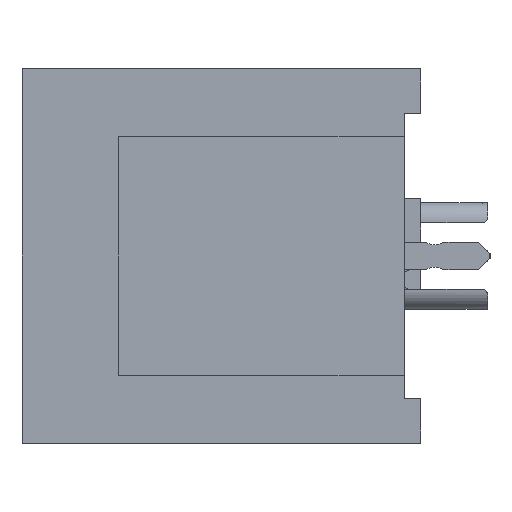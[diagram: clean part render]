
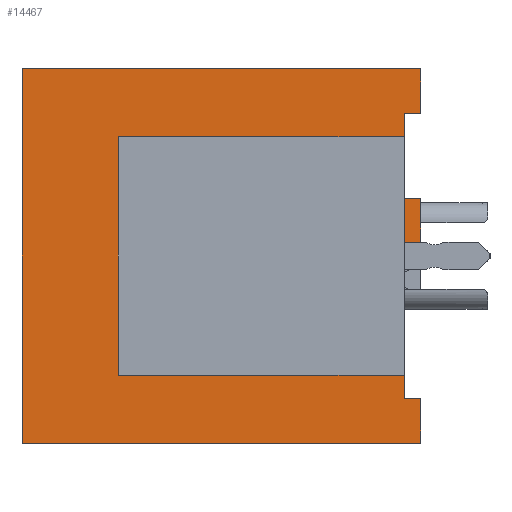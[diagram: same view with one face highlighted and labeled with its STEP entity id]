
A CAD part, left-side view. The second image highlights one B-rep face of the part: STEP entity #14467.
In plain terms, the highlighted planar face has unit normal (-1, 0, 0).
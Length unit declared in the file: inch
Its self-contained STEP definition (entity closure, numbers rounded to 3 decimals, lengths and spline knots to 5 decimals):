
#1952=ORIENTED_EDGE('',*,*,#4694,.F.);
#1953=ORIENTED_EDGE('',*,*,#5779,.T.);
#1954=ORIENTED_EDGE('',*,*,#5780,.T.);
#1955=ORIENTED_EDGE('',*,*,#5781,.F.);
#1956=ORIENTED_EDGE('',*,*,#4702,.T.);
#1957=ORIENTED_EDGE('',*,*,#5782,.F.);
#1958=ORIENTED_EDGE('',*,*,#5783,.T.);
#1959=ORIENTED_EDGE('',*,*,#5784,.F.);
#1960=ORIENTED_EDGE('',*,*,#4776,.F.);
#1961=ORIENTED_EDGE('',*,*,#5785,.F.);
#1962=ORIENTED_EDGE('',*,*,#5786,.F.);
#1963=ORIENTED_EDGE('',*,*,#4916,.F.);
#1964=ORIENTED_EDGE('',*,*,#5086,.T.);
#1965=ORIENTED_EDGE('',*,*,#5761,.T.);
#1966=ORIENTED_EDGE('',*,*,#5787,.F.);
#1967=ORIENTED_EDGE('',*,*,#5788,.F.);
#1968=ORIENTED_EDGE('',*,*,#4780,.F.);
#1969=ORIENTED_EDGE('',*,*,#5789,.F.);
#1970=ORIENTED_EDGE('',*,*,#5790,.T.);
#1971=ORIENTED_EDGE('',*,*,#5791,.T.);
#4694=EDGE_CURVE('',#6845,#6847,#8270,.T.);
#4702=EDGE_CURVE('',#6855,#6854,#8278,.T.);
#4776=EDGE_CURVE('',#6928,#6929,#8352,.T.);
#4780=EDGE_CURVE('',#6932,#6933,#8356,.T.);
#4916=EDGE_CURVE('',#7068,#7069,#8492,.T.);
#5086=EDGE_CURVE('',#7068,#7237,#8632,.T.);
#5761=EDGE_CURVE('',#7237,#7702,#9277,.T.);
#5779=EDGE_CURVE('',#6845,#7706,#9295,.T.);
#5780=EDGE_CURVE('',#7706,#7707,#9296,.T.);
#5781=EDGE_CURVE('',#6855,#7707,#9297,.T.);
#5782=EDGE_CURVE('',#7708,#6854,#9298,.T.);
#5783=EDGE_CURVE('',#7708,#7709,#9299,.T.);
#5784=EDGE_CURVE('',#6929,#7709,#9300,.T.);
#5785=EDGE_CURVE('',#7710,#6928,#9301,.T.);
#5786=EDGE_CURVE('',#7069,#7710,#9302,.T.);
#5787=EDGE_CURVE('',#7711,#7702,#9303,.T.);
#5788=EDGE_CURVE('',#6933,#7711,#9304,.T.);
#5789=EDGE_CURVE('',#7712,#6932,#9305,.T.);
#5790=EDGE_CURVE('',#7712,#7713,#9306,.T.);
#5791=EDGE_CURVE('',#7713,#6847,#9307,.T.);
#6845=VERTEX_POINT('',#19835);
#6847=VERTEX_POINT('',#19838);
#6854=VERTEX_POINT('',#19852);
#6855=VERTEX_POINT('',#19854);
#6928=VERTEX_POINT('',#20000);
#6929=VERTEX_POINT('',#20002);
#6932=VERTEX_POINT('',#20008);
#6933=VERTEX_POINT('',#20010);
#7068=VERTEX_POINT('',#20282);
#7069=VERTEX_POINT('',#20284);
#7237=VERTEX_POINT('',#20622);
#7702=VERTEX_POINT('',#21906);
#7706=VERTEX_POINT('',#21964);
#7707=VERTEX_POINT('',#21966);
#7708=VERTEX_POINT('',#21969);
#7709=VERTEX_POINT('',#21971);
#7710=VERTEX_POINT('',#21974);
#7711=VERTEX_POINT('',#21977);
#7712=VERTEX_POINT('',#21980);
#7713=VERTEX_POINT('',#21982);
#8270=LINE('',#19837,#10202);
#8278=LINE('',#19853,#10210);
#8352=LINE('',#20001,#10284);
#8356=LINE('',#20009,#10288);
#8492=LINE('',#20283,#10424);
#8632=LINE('',#20623,#10564);
#9277=LINE('',#21907,#11209);
#9295=LINE('',#21963,#11227);
#9296=LINE('',#21965,#11228);
#9297=LINE('',#21967,#11229);
#9298=LINE('',#21968,#11230);
#9299=LINE('',#21970,#11231);
#9300=LINE('',#21972,#11232);
#9301=LINE('',#21973,#11233);
#9302=LINE('',#21975,#11234);
#9303=LINE('',#21976,#11235);
#9304=LINE('',#21978,#11236);
#9305=LINE('',#21979,#11237);
#9306=LINE('',#21981,#11238);
#9307=LINE('',#21983,#11239);
#10202=VECTOR('',#16001,39.37008);
#10210=VECTOR('',#16009,39.37008);
#10284=VECTOR('',#16083,39.37008);
#10288=VECTOR('',#16087,39.37008);
#10424=VECTOR('',#16227,39.37008);
#10564=VECTOR('',#16429,39.37008);
#11209=VECTOR('',#17422,39.37008);
#11227=VECTOR('',#17510,39.37008);
#11228=VECTOR('',#17511,39.37008);
#11229=VECTOR('',#17512,39.37008);
#11230=VECTOR('',#17513,39.37008);
#11231=VECTOR('',#17514,39.37008);
#11232=VECTOR('',#17515,39.37008);
#11233=VECTOR('',#17516,39.37008);
#11234=VECTOR('',#17517,39.37008);
#11235=VECTOR('',#17518,39.37008);
#11236=VECTOR('',#17519,39.37008);
#11237=VECTOR('',#17520,39.37008);
#11238=VECTOR('',#17521,39.37008);
#11239=VECTOR('',#17522,39.37008);
#12334=EDGE_LOOP('',(#1952,#1953,#1954,#1955,#1956,#1957,#1958,#1959,#1960,
#1961,#1962,#1963,#1964,#1965,#1966,#1967,#1968,#1969,#1970,#1971));
#13098=FACE_BOUND('',#12334,.T.);
#13843=PLANE('',#15287);
#14467=ADVANCED_FACE('',(#13098),#13843,.F.);
#15287=AXIS2_PLACEMENT_3D('',#21962,#17508,#17509);
#16001=DIRECTION('',(0.,0.,-1.));
#16009=DIRECTION('',(0.,0.,-1.));
#16083=DIRECTION('',(0.,0.,-1.));
#16087=DIRECTION('',(0.,0.,-1.));
#16227=DIRECTION('',(0.,-1.,0.));
#16429=DIRECTION('',(0.,0.,-1.));
#17422=DIRECTION('',(0.,-1.,0.));
#17508=DIRECTION('',(1.,0.,0.));
#17509=DIRECTION('',(0.,0.,-1.));
#17510=DIRECTION('',(0.,-1.,0.));
#17511=DIRECTION('',(0.,0.,1.));
#17512=DIRECTION('',(0.,-1.,0.));
#17513=DIRECTION('',(0.,-1.,0.));
#17514=DIRECTION('',(0.,0.,1.));
#17515=DIRECTION('',(0.,1.,0.));
#17516=DIRECTION('',(0.,1.,0.));
#17517=DIRECTION('',(0.,0.,-1.));
#17518=DIRECTION('',(0.,0.,-1.));
#17519=DIRECTION('',(0.,-1.,0.));
#17520=DIRECTION('',(0.,-1.,0.));
#17521=DIRECTION('',(0.,0.,1.));
#17522=DIRECTION('',(0.,-1.,0.));
#19835=CARTESIAN_POINT('',(-0.715,0.015,-0.0085));
#19837=CARTESIAN_POINT('',(-0.715,0.015,0.168));
#19838=CARTESIAN_POINT('',(-0.715,0.015,-0.05));
#19852=CARTESIAN_POINT('',(-0.715,0.015,0.05));
#19853=CARTESIAN_POINT('',(-0.715,0.015,0.168));
#19854=CARTESIAN_POINT('',(-0.715,0.015,0.0515));
#20000=CARTESIAN_POINT('',(-0.715,0.015,0.128));
#20001=CARTESIAN_POINT('',(-0.715,0.015,0.168));
#20002=CARTESIAN_POINT('',(-0.715,0.015,0.107));
#20008=CARTESIAN_POINT('',(-0.715,0.015,-0.107));
#20009=CARTESIAN_POINT('',(-0.715,0.015,0.168));
#20010=CARTESIAN_POINT('',(-0.715,0.015,-0.128));
#20282=CARTESIAN_POINT('',(-0.715,0.3581,0.168));
#20283=CARTESIAN_POINT('',(-0.715,0.3581,0.168));
#20284=CARTESIAN_POINT('',(-0.715,0.,0.168));
#20622=CARTESIAN_POINT('',(-0.715,0.3581,-0.168));
#20623=CARTESIAN_POINT('',(-0.715,0.3581,0.168));
#21906=CARTESIAN_POINT('',(-0.715,0.,-0.168));
#21907=CARTESIAN_POINT('',(-0.715,0.3581,-0.168));
#21962=CARTESIAN_POINT('',(-0.715,0.3581,0.168));
#21963=CARTESIAN_POINT('',(-0.715,0.02,-0.0085));
#21964=CARTESIAN_POINT('',(-0.715,0.,-0.0085));
#21965=CARTESIAN_POINT('',(-0.715,0.,-0.0085));
#21966=CARTESIAN_POINT('',(-0.715,0.,0.0515));
#21967=CARTESIAN_POINT('',(-0.715,0.02,0.0515));
#21968=CARTESIAN_POINT('',(-0.715,0.27169,0.05));
#21969=CARTESIAN_POINT('',(-0.715,0.27169,0.05));
#21970=CARTESIAN_POINT('',(-0.715,0.27169,0.168));
#21971=CARTESIAN_POINT('',(-0.715,0.27169,0.107));
#21972=CARTESIAN_POINT('',(-0.715,0.3581,0.107));
#21973=CARTESIAN_POINT('',(-0.715,0.3581,0.128));
#21974=CARTESIAN_POINT('',(-0.715,0.,0.128));
#21975=CARTESIAN_POINT('',(-0.715,0.,0.168));
#21976=CARTESIAN_POINT('',(-0.715,0.,0.168));
#21977=CARTESIAN_POINT('',(-0.715,0.,-0.128));
#21978=CARTESIAN_POINT('',(-0.715,0.3581,-0.128));
#21979=CARTESIAN_POINT('',(-0.715,0.3581,-0.107));
#21980=CARTESIAN_POINT('',(-0.715,0.27169,-0.107));
#21981=CARTESIAN_POINT('',(-0.715,0.27169,0.168));
#21982=CARTESIAN_POINT('',(-0.715,0.27169,-0.05));
#21983=CARTESIAN_POINT('',(-0.715,0.27169,-0.05));
